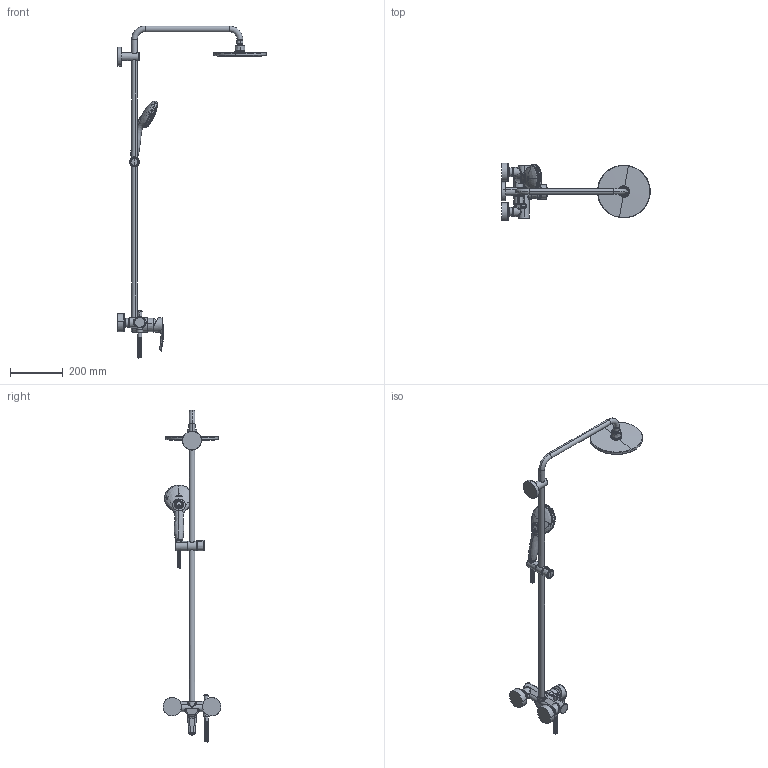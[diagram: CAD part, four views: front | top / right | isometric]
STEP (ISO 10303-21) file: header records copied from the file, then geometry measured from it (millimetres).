
FILE_DESCRIPTION(/* description */ ('AP214 STEP file'),/* implementation_level */ '2;1');
FILE_NAME(/* name */ '26244002_out.stp',/* time_stamp */ '2023-05-24T08:25:50+02:00',/* author */ (''),/* organization */ (''),/* preprocessor_version */ 'ST-DEVELOPER v18.1',/* originating_system */ 'Elysium Co. Ltd. STEP Translator v8.3.0.0',/* authorisation */ '');
FILE_SCHEMA (('AUTOMOTIVE_DESIGN { 1 0 10303 214 3 1 1 }'));
Length unit declared in the file: millimetre
Products named in the file (1): 26244002_extract
Bounding box: 563.49 x 220 x 1259.69 mm (x, y, z)
Volume: 2125534.5 mm3; surface area: 386099.9 mm2
Topology: 5 solids, 5 shells, 4370 faces, 11155 edges, 6935 vertices
Faces by surface type: bspline 1964, cylinder 724, torus 605, cone 522, plane 440, sphere 111, extrusion 4
Entity records: 228382 total; most frequent: CARTESIAN_POINT 111250, ORIENTED_EDGE 22178, EDGE_CURVE 11089, STYLED_ITEM 8740, B_SPLINE_CURVE_WITH_KNOTS 7292, VERTEX_POINT 6935, EDGE_LOOP 4586, AXIS2_PLACEMENT_3D 4558
